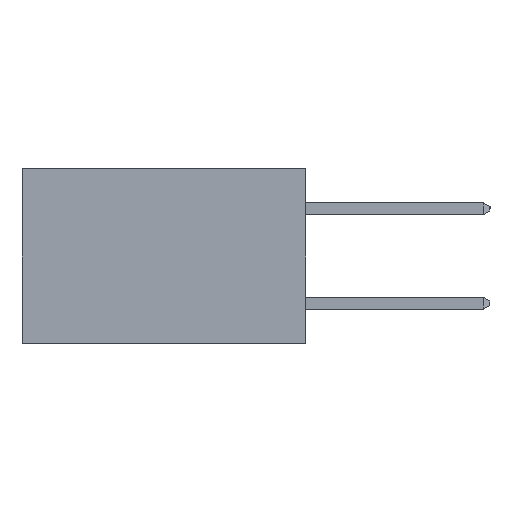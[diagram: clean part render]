
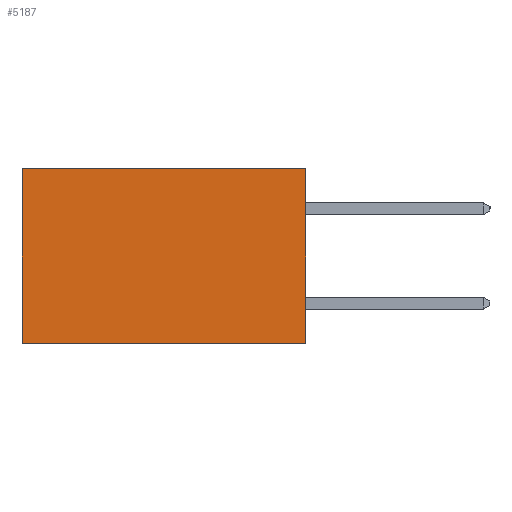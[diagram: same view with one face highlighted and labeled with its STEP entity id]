
A CAD part, left-side view. The second image highlights one B-rep face of the part: STEP entity #5187.
In plain terms, the highlighted planar face has unit normal (-1, 0, 0).
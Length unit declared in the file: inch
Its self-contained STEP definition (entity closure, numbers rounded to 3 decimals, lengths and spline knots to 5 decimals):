
#1106 = EDGE_CURVE ( 'NONE', #18676, #21784, #11220, .T. ) ;
#1552 = VERTEX_POINT ( 'NONE', #17648 ) ;
#1786 = DIRECTION ( 'NONE',  ( 1., 0., 0. ) ) ;
#1840 = VERTEX_POINT ( 'NONE', #7746 ) ;
#2244 = LINE ( 'NONE', #16824, #10294 ) ;
#3535 = CARTESIAN_POINT ( 'NONE',  ( 0.2615, 0., -0.37 ) ) ;
#3552 = ORIENTED_EDGE ( 'NONE', *, *, #1106, .T. ) ;
#4756 = CARTESIAN_POINT ( 'NONE',  ( 0.2615, 0.6, -0.37 ) ) ;
#4841 = AXIS2_PLACEMENT_3D ( 'NONE', #3535, #1786, #21349 ) ;
#4996 = CARTESIAN_POINT ( 'NONE',  ( 0.2615, 0., -0.37 ) ) ;
#5187 = ADVANCED_FACE ( 'NONE', ( #19811 ), #14688, .F. ) ;
#5709 = ORIENTED_EDGE ( 'NONE', *, *, #14810, .T. ) ;
#6020 = ORIENTED_EDGE ( 'NONE', *, *, #22453, .F. ) ;
#7432 = DIRECTION ( 'NONE',  ( 0., 1., 0. ) ) ;
#7746 = CARTESIAN_POINT ( 'NONE',  ( 0.2615, 0., -0.37 ) ) ;
#8696 = VECTOR ( 'NONE', #18914, 39.37008 ) ;
#9656 = VECTOR ( 'NONE', #21389, 39.37008 ) ;
#10209 = LINE ( 'NONE', #15725, #22563 ) ;
#10294 = VECTOR ( 'NONE', #7432, 39.37008 ) ;
#11220 = LINE ( 'NONE', #18348, #8696 ) ;
#12430 = LINE ( 'NONE', #4996, #9656 ) ;
#14688 = PLANE ( 'NONE',  #4841 ) ;
#14810 = EDGE_CURVE ( 'NONE', #1552, #18676, #10209, .T. ) ;
#15725 = CARTESIAN_POINT ( 'NONE',  ( 0.2615, 0., 0. ) ) ;
#15819 = CARTESIAN_POINT ( 'NONE',  ( 0.2615, 0.6, 0. ) ) ;
#16824 = CARTESIAN_POINT ( 'NONE',  ( 0.2615, 0., -0.37 ) ) ;
#17280 = EDGE_CURVE ( 'NONE', #1840, #21784, #2244, .T. ) ;
#17358 = DIRECTION ( 'NONE',  ( 0., 1., 0. ) ) ;
#17648 = CARTESIAN_POINT ( 'NONE',  ( 0.2615, 0., 0. ) ) ;
#18348 = CARTESIAN_POINT ( 'NONE',  ( 0.2615, 0.6, -0.37 ) ) ;
#18676 = VERTEX_POINT ( 'NONE', #15819 ) ;
#18914 = DIRECTION ( 'NONE',  ( 0., 0., -1. ) ) ;
#19811 = FACE_OUTER_BOUND ( 'NONE', #20399, .T. ) ;
#20399 = EDGE_LOOP ( 'NONE', ( #3552, #21681, #6020, #5709 ) ) ;
#21349 = DIRECTION ( 'NONE',  ( 0., 0., -1. ) ) ;
#21389 = DIRECTION ( 'NONE',  ( 0., 0., -1. ) ) ;
#21681 = ORIENTED_EDGE ( 'NONE', *, *, #17280, .F. ) ;
#21784 = VERTEX_POINT ( 'NONE', #4756 ) ;
#22453 = EDGE_CURVE ( 'NONE', #1552, #1840, #12430, .T. ) ;
#22563 = VECTOR ( 'NONE', #17358, 39.37008 ) ;
